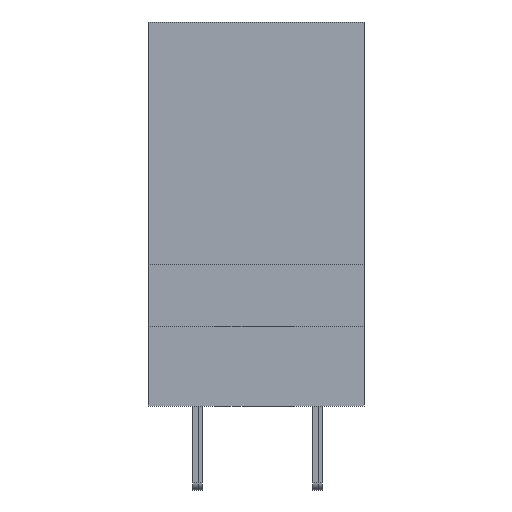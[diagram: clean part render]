
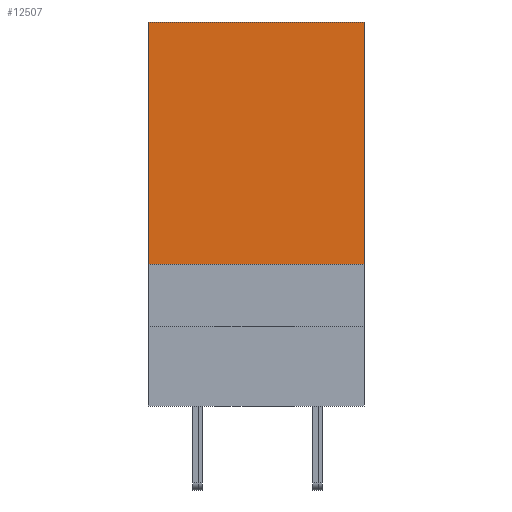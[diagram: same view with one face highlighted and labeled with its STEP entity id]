
A CAD part, front view. The second image highlights one B-rep face of the part: STEP entity #12507.
In plain terms, the highlighted planar face has unit normal (0, -1, 0).
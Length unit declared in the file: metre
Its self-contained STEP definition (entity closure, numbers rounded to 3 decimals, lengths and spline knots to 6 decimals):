
#3264=ORIENTED_EDGE('',*,*,#5496,.T.);
#3265=ORIENTED_EDGE('',*,*,#5501,.T.);
#3266=ORIENTED_EDGE('',*,*,#4715,.F.);
#3267=ORIENTED_EDGE('',*,*,#4723,.F.);
#4715=EDGE_CURVE('',#6181,#6182,#7437,.T.);
#4723=EDGE_CURVE('',#6187,#6181,#7445,.T.);
#5496=EDGE_CURVE('',#6187,#6728,#8218,.T.);
#5501=EDGE_CURVE('',#6728,#6182,#8223,.T.);
#6181=VERTEX_POINT('',#20003);
#6182=VERTEX_POINT('',#20005);
#6187=VERTEX_POINT('',#20018);
#6728=VERTEX_POINT('',#21564);
#7437=LINE('',#20004,#9017);
#7445=LINE('',#20019,#9025);
#8218=LINE('',#21565,#9798);
#8223=LINE('',#21574,#9803);
#9017=VECTOR('',#16773,1.);
#9025=VECTOR('',#16783,1.);
#9798=VECTOR('',#18020,1.);
#9803=VECTOR('',#18027,1.);
#10557=EDGE_LOOP('',(#3264,#3265,#3266,#3267));
#11279=FACE_BOUND('',#10557,.T.);
#11865=PLANE('',#15151);
#12507=ADVANCED_FACE('',(#11279),#11865,.F.);
#15151=AXIS2_PLACEMENT_3D('',#21573,#18025,#18026);
#16773=DIRECTION('',(0.,0.,-1.));
#16783=DIRECTION('',(1.,0.,0.));
#18020=DIRECTION('',(0.,0.,-1.));
#18025=DIRECTION('',(0.,1.,0.));
#18026=DIRECTION('',(0.,0.,1.));
#18027=DIRECTION('',(1.,0.,0.));
#20003=CARTESIAN_POINT('',(0.0045,-0.048,0.016));
#20004=CARTESIAN_POINT('',(0.0045,-0.048,0.016));
#20005=CARTESIAN_POINT('',(0.0045,-0.048,0.0059));
#20018=CARTESIAN_POINT('',(-0.0045,-0.048,0.016));
#20019=CARTESIAN_POINT('',(0.,-0.048,0.016));
#21564=CARTESIAN_POINT('',(-0.0045,-0.048,0.0059));
#21565=CARTESIAN_POINT('',(-0.0045,-0.048,0.016));
#21573=CARTESIAN_POINT('',(0.,-0.048,0.016));
#21574=CARTESIAN_POINT('',(0.,-0.048,0.0059));
